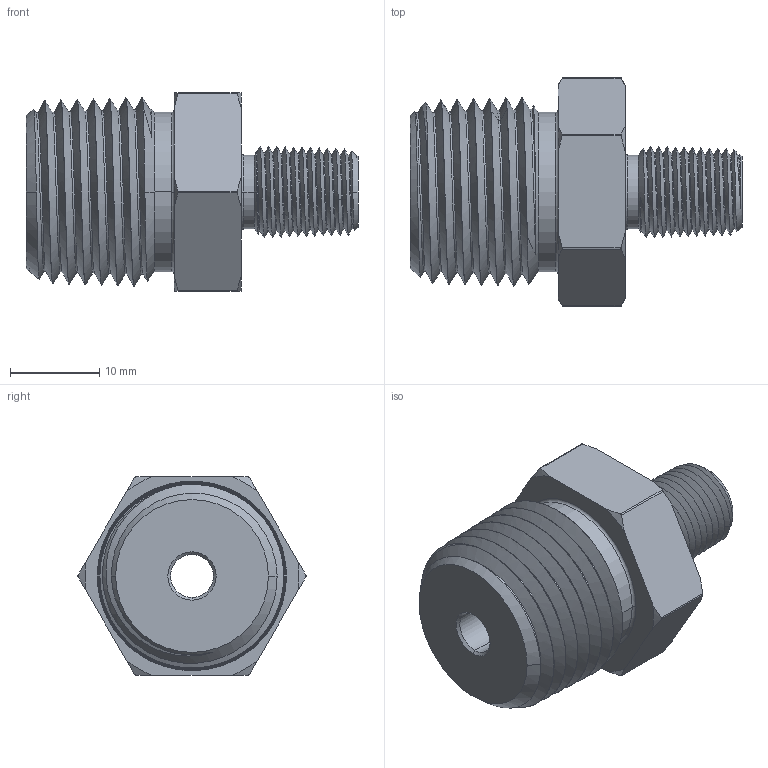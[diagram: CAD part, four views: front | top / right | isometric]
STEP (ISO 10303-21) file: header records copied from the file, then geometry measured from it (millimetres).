
FILE_DESCRIPTION((''),'2;1');
FILE_NAME('HEX_REDUCING_NIPPLE_H-SNR','2025-07-08T12:56:46',('Administrator'),(''),'CREO PARAMETRIC BY PTC INC, 2020184','CREO PARAMETRIC BY PTC INC, 2020184','');
FILE_SCHEMA(('AUTOMOTIVE_DESIGN { 1 0 10303 214 1 1 1 1 }'));
Length unit declared in the file: millimetre
Products named in the file (1): HEX_REDUCING_NIPPLE_H-SNR
Bounding box: 37.2 x 25.57 x 22.2 mm (x, y, z)
Volume: 8090.2 mm3; surface area: 4261.9 mm2
Topology: 1 solids, 1 shells, 83 faces, 242 edges, 176 vertices
Faces by surface type: cone 36, bspline 21, cylinder 12, plane 10, torus 4
Entity records: 8097 total; most frequent: CARTESIAN_POINT 5966, ORIENTED_EDGE 470, DIRECTION 293, EDGE_CURVE 235, VERTEX_POINT 156, B_SPLINE_CURVE_WITH_KNOTS 121, COLOUR_RGB 116, AXIS2_PLACEMENT_3D 109
